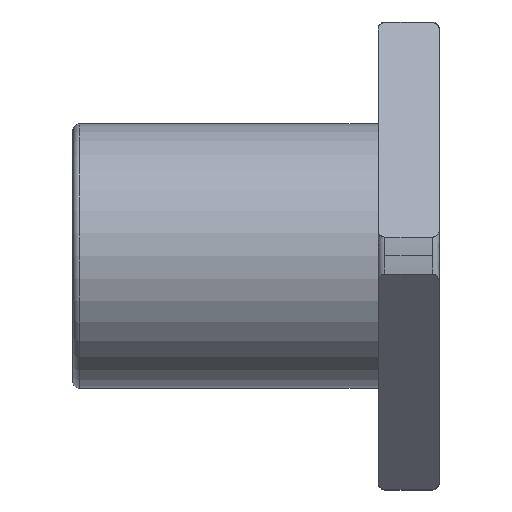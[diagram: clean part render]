
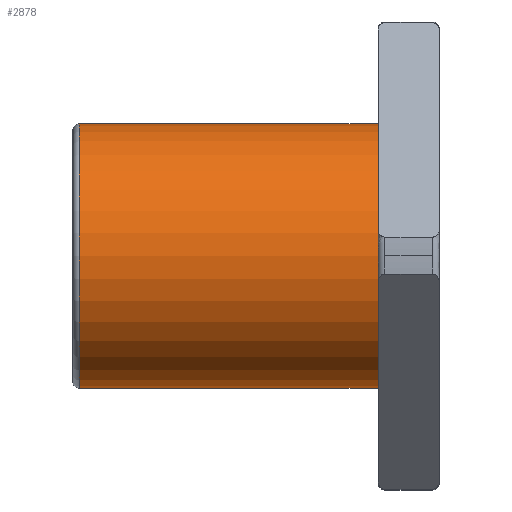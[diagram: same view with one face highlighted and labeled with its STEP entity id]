
A CAD part, top view. The second image highlights one B-rep face of the part: STEP entity #2878.
In plain terms, the highlighted cylindrical face has radius 13 mm (diameter 25.999 mm), a partial arc.
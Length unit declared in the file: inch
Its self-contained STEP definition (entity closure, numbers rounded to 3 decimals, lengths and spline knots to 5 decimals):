
#14 = DIRECTION ( 'NONE',  ( 0., 0., 1. ) ) ;
#52 = CARTESIAN_POINT ( 'NONE',  ( 0.49164, -0.5118, 0. ) ) ;
#56 = DIRECTION ( 'NONE',  ( -1., 0., 0. ) ) ;
#159 = AXIS2_PLACEMENT_3D ( 'NONE', #2866, #982, #165 ) ;
#165 = DIRECTION ( 'NONE',  ( 0., -1., 0. ) ) ;
#239 = LINE ( 'NONE', #727, #1550 ) ;
#439 = ORIENTED_EDGE ( 'NONE', *, *, #652, .F. ) ;
#484 = CARTESIAN_POINT ( 'NONE',  ( -0.68306, -0.5118, 0. ) ) ;
#485 = ORIENTED_EDGE ( 'NONE', *, *, #929, .T. ) ;
#617 = CIRCLE ( 'NONE', #159, 0.5118 ) ;
#650 = FACE_OUTER_BOUND ( 'NONE', #1621, .T. ) ;
#652 = EDGE_CURVE ( 'NONE', #2190, #1637, #617, .T. ) ;
#694 = CARTESIAN_POINT ( 'NONE',  ( -0.68306, -0.5118, 0. ) ) ;
#727 = CARTESIAN_POINT ( 'NONE',  ( -0.68306, 0.5118, 0. ) ) ;
#802 = ORIENTED_EDGE ( 'NONE', *, *, #2214, .F. ) ;
#929 = EDGE_CURVE ( 'NONE', #971, #1637, #239, .T. ) ;
#942 = ORIENTED_EDGE ( 'NONE', *, *, #1163, .T. ) ;
#971 = VERTEX_POINT ( 'NONE', #1603 ) ;
#982 = DIRECTION ( 'NONE',  ( -1., 0., 0. ) ) ;
#1023 = CARTESIAN_POINT ( 'NONE',  ( 0.49164, 0., 0. ) ) ;
#1132 = EDGE_CURVE ( 'NONE', #2526, #971, #2740, .T. ) ;
#1163 = EDGE_CURVE ( 'NONE', #2964, #2526, #2997, .T. ) ;
#1267 = CARTESIAN_POINT ( 'NONE',  ( -0.68306, 0.5118, 0. ) ) ;
#1347 = AXIS2_PLACEMENT_3D ( 'NONE', #1023, #56, #1503 ) ;
#1349 = CARTESIAN_POINT ( 'NONE',  ( 0.49164, 0., 0.5118 ) ) ;
#1503 = DIRECTION ( 'NONE',  ( 0., 0., 1. ) ) ;
#1550 = VECTOR ( 'NONE', #2708, 39.37008 ) ;
#1603 = CARTESIAN_POINT ( 'NONE',  ( 0.49164, 0.5118, 0. ) ) ;
#1621 = EDGE_LOOP ( 'NONE', ( #942, #3008, #485, #439, #802 ) ) ;
#1637 = VERTEX_POINT ( 'NONE', #1267 ) ;
#1679 = LINE ( 'NONE', #694, #2026 ) ;
#1685 = CARTESIAN_POINT ( 'NONE',  ( -0.68306, 0., 0. ) ) ;
#1723 = CARTESIAN_POINT ( 'NONE',  ( 0.49164, 0., 0. ) ) ;
#2026 = VECTOR ( 'NONE', #2928, 39.37008 ) ;
#2118 = CYLINDRICAL_SURFACE ( 'NONE', #2889, 0.5118 ) ;
#2190 = VERTEX_POINT ( 'NONE', #484 ) ;
#2214 = EDGE_CURVE ( 'NONE', #2964, #2190, #1679, .T. ) ;
#2460 = DIRECTION ( 'NONE',  ( -1., 0., 0. ) ) ;
#2482 = AXIS2_PLACEMENT_3D ( 'NONE', #1723, #2460, #14 ) ;
#2526 = VERTEX_POINT ( 'NONE', #1349 ) ;
#2665 = DIRECTION ( 'NONE',  ( 0., -1., 0. ) ) ;
#2708 = DIRECTION ( 'NONE',  ( -1., 0., 0. ) ) ;
#2740 = CIRCLE ( 'NONE', #1347, 0.5118 ) ;
#2866 = CARTESIAN_POINT ( 'NONE',  ( -0.68306, 0., 0. ) ) ;
#2869 = DIRECTION ( 'NONE',  ( -1., 0., 0. ) ) ;
#2878 = ADVANCED_FACE ( 'NONE', ( #650 ), #2118, .T. ) ;
#2889 = AXIS2_PLACEMENT_3D ( 'NONE', #1685, #2869, #2665 ) ;
#2928 = DIRECTION ( 'NONE',  ( -1., 0., 0. ) ) ;
#2964 = VERTEX_POINT ( 'NONE', #52 ) ;
#2997 = CIRCLE ( 'NONE', #2482, 0.5118 ) ;
#3008 = ORIENTED_EDGE ( 'NONE', *, *, #1132, .T. ) ;
